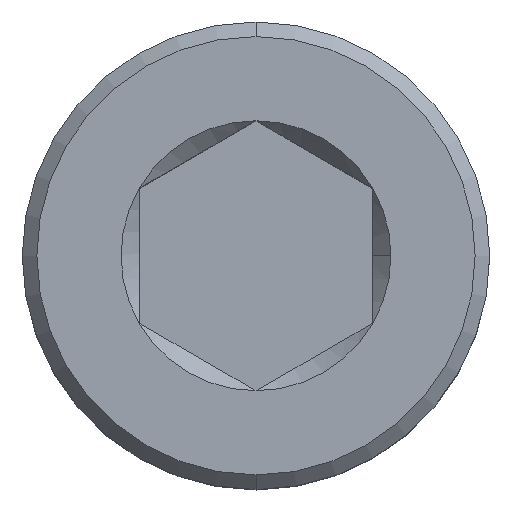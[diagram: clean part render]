
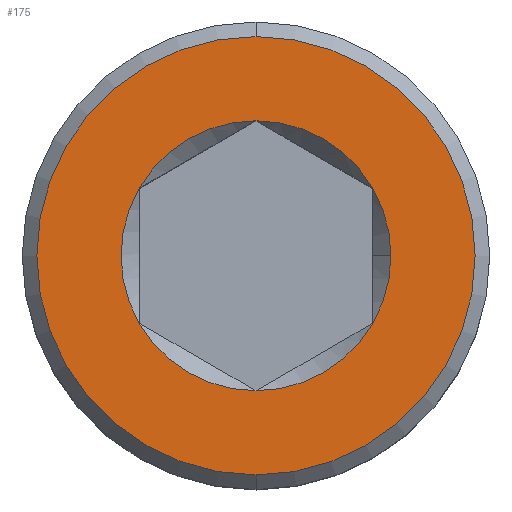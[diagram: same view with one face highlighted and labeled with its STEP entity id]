
A CAD part, top view. The second image highlights one B-rep face of the part: STEP entity #175.
In plain terms, the highlighted planar face has unit normal (0, 0, 1).
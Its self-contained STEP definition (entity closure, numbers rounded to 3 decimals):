
#11 = EDGE_LOOP ( 'NONE', ( #4023, #991 ) ) ;
#66 = VERTEX_POINT ( 'NONE', #3285 ) ;
#124 = DIRECTION ( 'NONE',  ( 0., -1., 0. ) ) ;
#134 = CIRCLE ( 'NONE', #3887, 4.619 ) ;
#135 = DIRECTION ( 'NONE',  ( 1., 0., 0. ) ) ;
#175 = ADVANCED_FACE ( 'NONE', ( #950, #1806 ), #2607, .T. ) ;
#187 = DIRECTION ( 'NONE',  ( 1., 0., 0. ) ) ;
#246 = AXIS2_PLACEMENT_3D ( 'NONE', #1995, #1652, #124 ) ;
#429 = CARTESIAN_POINT ( 'NONE',  ( 0., 0., 17.5 ) ) ;
#454 = VERTEX_POINT ( 'NONE', #3582 ) ;
#487 = VERTEX_POINT ( 'NONE', #1321 ) ;
#514 = DIRECTION ( 'NONE',  ( 0., 0., 1. ) ) ;
#524 = DIRECTION ( 'NONE',  ( 1., 0., 0. ) ) ;
#532 = DIRECTION ( 'NONE',  ( 0., 0., -1. ) ) ;
#586 = EDGE_CURVE ( 'NONE', #3277, #66, #2204, .T. ) ;
#632 = VERTEX_POINT ( 'NONE', #1646 ) ;
#779 = CIRCLE ( 'NONE', #4228, 4.619 ) ;
#786 = CIRCLE ( 'NONE', #818, 4.619 ) ;
#818 = AXIS2_PLACEMENT_3D ( 'NONE', #1439, #1380, #2143 ) ;
#898 = DIRECTION ( 'NONE',  ( 0., 0., 1. ) ) ;
#950 = FACE_BOUND ( 'NONE', #3027, .T. ) ;
#983 = ORIENTED_EDGE ( 'NONE', *, *, #3801, .F. ) ;
#991 = ORIENTED_EDGE ( 'NONE', *, *, #586, .F. ) ;
#1108 = CARTESIAN_POINT ( 'NONE',  ( 4., 2.309, 17.5 ) ) ;
#1216 = DIRECTION ( 'NONE',  ( 0., 1., 0. ) ) ;
#1235 = CIRCLE ( 'NONE', #1344, 4.619 ) ;
#1253 = CARTESIAN_POINT ( 'NONE',  ( 0., 0., 17.5 ) ) ;
#1265 = ORIENTED_EDGE ( 'NONE', *, *, #3715, .F. ) ;
#1269 = DIRECTION ( 'NONE',  ( 0., 0., -1. ) ) ;
#1321 = CARTESIAN_POINT ( 'NONE',  ( 0., -4.619, 17.5 ) ) ;
#1344 = AXIS2_PLACEMENT_3D ( 'NONE', #3076, #3429, #2725 ) ;
#1380 = DIRECTION ( 'NONE',  ( 0., 0., 1. ) ) ;
#1439 = CARTESIAN_POINT ( 'NONE',  ( 0., 0., 17.5 ) ) ;
#1465 = ORIENTED_EDGE ( 'NONE', *, *, #4366, .F. ) ;
#1491 = DIRECTION ( 'NONE',  ( 0., 0., 1. ) ) ;
#1566 = CARTESIAN_POINT ( 'NONE',  ( 0., 0., 17.5 ) ) ;
#1646 = CARTESIAN_POINT ( 'NONE',  ( 4., -2.309, 17.5 ) ) ;
#1652 = DIRECTION ( 'NONE',  ( 0., 0., 1. ) ) ;
#1706 = ORIENTED_EDGE ( 'NONE', *, *, #3204, .F. ) ;
#1806 = FACE_OUTER_BOUND ( 'NONE', #11, .T. ) ;
#1821 = CIRCLE ( 'NONE', #3066, 4.619 ) ;
#1876 = EDGE_CURVE ( 'NONE', #3967, #487, #2274, .T. ) ;
#1995 = CARTESIAN_POINT ( 'NONE',  ( 0., 0., 17.5 ) ) ;
#2004 = DIRECTION ( 'NONE',  ( 1., 0., 0. ) ) ;
#2056 = AXIS2_PLACEMENT_3D ( 'NONE', #1566, #1269, #1216 ) ;
#2143 = DIRECTION ( 'NONE',  ( 1., 0., 0. ) ) ;
#2204 = CIRCLE ( 'NONE', #4276, 7.5 ) ;
#2217 = AXIS2_PLACEMENT_3D ( 'NONE', #2347, #2736, #524 ) ;
#2274 = CIRCLE ( 'NONE', #3408, 4.619 ) ;
#2293 = EDGE_CURVE ( 'NONE', #454, #2867, #1821, .T. ) ;
#2347 = CARTESIAN_POINT ( 'NONE',  ( 0., 0., 17.5 ) ) ;
#2358 = EDGE_CURVE ( 'NONE', #66, #3277, #4667, .T. ) ;
#2478 = CARTESIAN_POINT ( 'NONE',  ( -4., -2.309, 17.5 ) ) ;
#2607 = PLANE ( 'NONE',  #246 ) ;
#2634 = ORIENTED_EDGE ( 'NONE', *, *, #1876, .F. ) ;
#2725 = DIRECTION ( 'NONE',  ( 1., 0., 0. ) ) ;
#2736 = DIRECTION ( 'NONE',  ( 0., 0., 1. ) ) ;
#2750 = CARTESIAN_POINT ( 'NONE',  ( 0., 0., 17.5 ) ) ;
#2776 = EDGE_CURVE ( 'NONE', #4652, #3999, #786, .T. ) ;
#2867 = VERTEX_POINT ( 'NONE', #1108 ) ;
#3027 = EDGE_LOOP ( 'NONE', ( #983, #2634, #1265, #3160, #1465, #4139, #1706 ) ) ;
#3066 = AXIS2_PLACEMENT_3D ( 'NONE', #1253, #514, #135 ) ;
#3076 = CARTESIAN_POINT ( 'NONE',  ( 0., 0., 17.5 ) ) ;
#3133 = DIRECTION ( 'NONE',  ( 0., 1., 0. ) ) ;
#3160 = ORIENTED_EDGE ( 'NONE', *, *, #2776, .F. ) ;
#3204 = EDGE_CURVE ( 'NONE', #632, #454, #4486, .T. ) ;
#3277 = VERTEX_POINT ( 'NONE', #3487 ) ;
#3285 = CARTESIAN_POINT ( 'NONE',  ( 0., 7.5, 17.5 ) ) ;
#3408 = AXIS2_PLACEMENT_3D ( 'NONE', #429, #1491, #3704 ) ;
#3429 = DIRECTION ( 'NONE',  ( 0., 0., 1. ) ) ;
#3487 = CARTESIAN_POINT ( 'NONE',  ( 0., -7.5, 17.5 ) ) ;
#3498 = CARTESIAN_POINT ( 'NONE',  ( 0., 0., 17.5 ) ) ;
#3533 = CARTESIAN_POINT ( 'NONE',  ( 0., 0., 17.5 ) ) ;
#3582 = CARTESIAN_POINT ( 'NONE',  ( 4.619, 0., 17.5 ) ) ;
#3704 = DIRECTION ( 'NONE',  ( 1., 0., 0. ) ) ;
#3715 = EDGE_CURVE ( 'NONE', #3999, #3967, #1235, .T. ) ;
#3801 = EDGE_CURVE ( 'NONE', #487, #632, #779, .T. ) ;
#3887 = AXIS2_PLACEMENT_3D ( 'NONE', #3498, #4246, #2004 ) ;
#3967 = VERTEX_POINT ( 'NONE', #2478 ) ;
#3999 = VERTEX_POINT ( 'NONE', #4277 ) ;
#4023 = ORIENTED_EDGE ( 'NONE', *, *, #2358, .F. ) ;
#4139 = ORIENTED_EDGE ( 'NONE', *, *, #2293, .F. ) ;
#4228 = AXIS2_PLACEMENT_3D ( 'NONE', #3533, #898, #187 ) ;
#4246 = DIRECTION ( 'NONE',  ( 0., 0., 1. ) ) ;
#4276 = AXIS2_PLACEMENT_3D ( 'NONE', #2750, #532, #3133 ) ;
#4277 = CARTESIAN_POINT ( 'NONE',  ( -4., 2.309, 17.5 ) ) ;
#4366 = EDGE_CURVE ( 'NONE', #2867, #4652, #134, .T. ) ;
#4397 = CARTESIAN_POINT ( 'NONE',  ( 0., 4.619, 17.5 ) ) ;
#4486 = CIRCLE ( 'NONE', #2217, 4.619 ) ;
#4652 = VERTEX_POINT ( 'NONE', #4397 ) ;
#4667 = CIRCLE ( 'NONE', #2056, 7.5 ) ;
